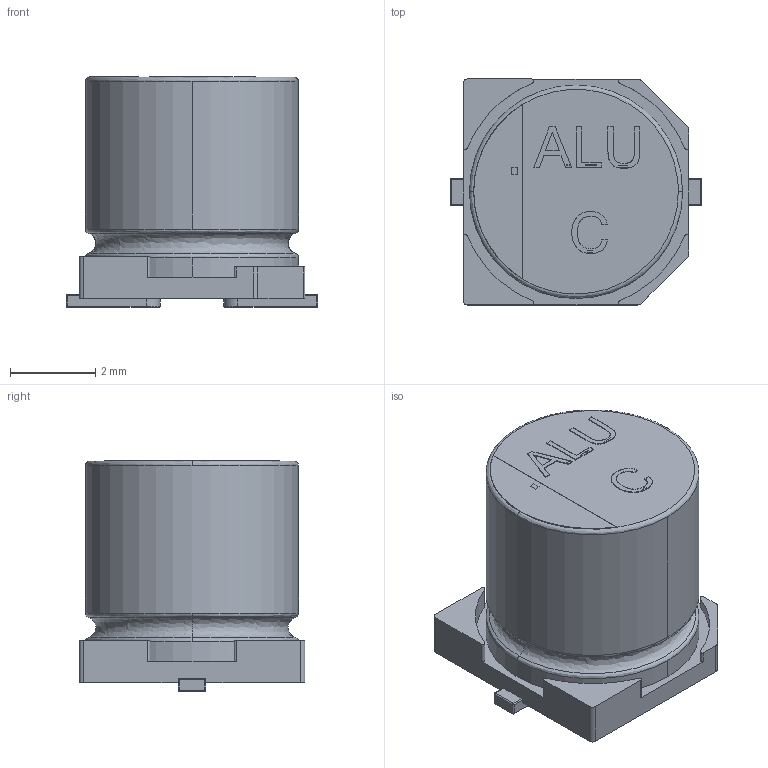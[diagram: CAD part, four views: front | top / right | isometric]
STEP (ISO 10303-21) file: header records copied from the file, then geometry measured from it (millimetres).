
FILE_DESCRIPTION (( 'STEP AP214' ), '1' );
FILE_NAME ('User Library-ALU-C.STEP', '2012-03-31T09:08:05', ( 'SysAdmin' ), ( 'SolidWorks' ), 'SwSTEP 2.0', 'SolidWorks 2012', '' );
FILE_SCHEMA (( 'AUTOMOTIVE_DESIGN' ));
Length unit declared in the file: centimetre
Products named in the file (5): User Library-ALU-C_Beschriftnug_1; User Library-ALU-C_Korper_1; User Library-ALU-C_Pins_1; User Library-ALU-C_Fuss_1; User Library-ALU-C
Assembly tree (4 placements, depth 2):
  User Library-ALU-C
    User Library-ALU-C_Fuss_1
    User Library-ALU-C_Pins_1
    User Library-ALU-C_Korper_1
    User Library-ALU-C_Beschriftnug_1
Bounding box: 5.9 x 5.3 x 5.41 mm (x, y, z)
Volume: 106.4 mm3; surface area: 221.2 mm2
Topology: 4 solids, 4 shells, 256 faces, 664 edges, 423 vertices
Faces by surface type: plane 129, bspline 74, cylinder 53
Entity records: 11082 total; most frequent: CARTESIAN_POINT 2219, ORIENTED_EDGE 1312, DIRECTION 1049, EDGE_CURVE 656, VERTEX_POINT 423, VECTOR 411, LINE 411, AXIS2_PLACEMENT_3D 319
